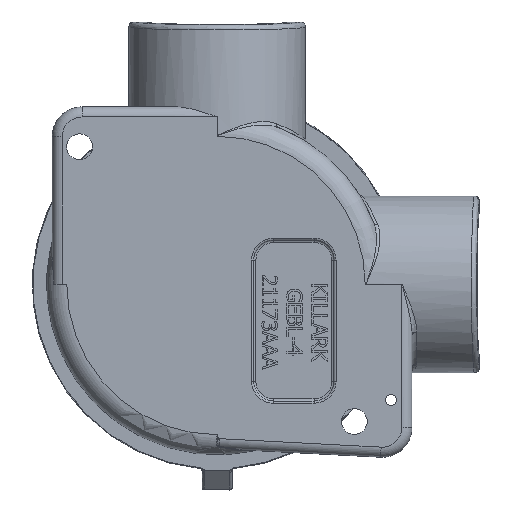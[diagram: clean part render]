
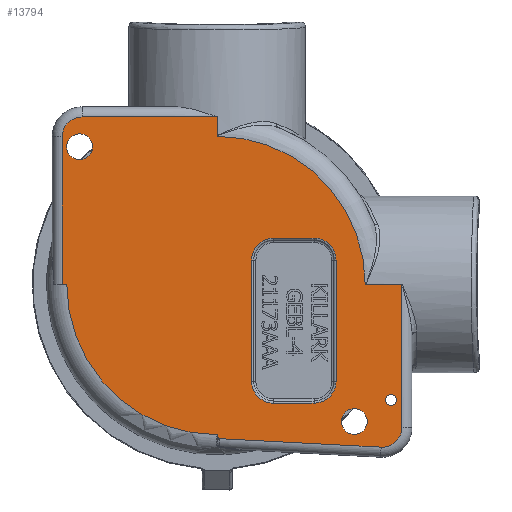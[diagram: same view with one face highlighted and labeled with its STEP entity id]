
A CAD part, front view. The second image highlights one B-rep face of the part: STEP entity #13794.
In plain terms, the highlighted planar face has unit normal (0, -1, 0).
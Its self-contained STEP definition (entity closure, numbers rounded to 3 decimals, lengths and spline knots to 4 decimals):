
#123=FACE_BOUND('',#4296,.T.);
#124=FACE_BOUND('',#4297,.T.);
#125=FACE_BOUND('',#4298,.T.);
#126=FACE_BOUND('',#4299,.T.);
#243=PLANE('',#14856);
#644=LINE('',#18707,#1888);
#969=LINE('',#46279,#2213);
#970=LINE('',#46303,#2214);
#971=LINE('',#46306,#2215);
#973=LINE('',#46321,#2217);
#974=LINE('',#46323,#2218);
#975=LINE('',#46325,#2219);
#976=LINE('',#46328,#2220);
#977=LINE('',#46337,#2221);
#978=LINE('',#46346,#2222);
#979=LINE('',#46356,#2223);
#1888=VECTOR('',#15372,0.3937);
#2213=VECTOR('',#16557,0.3937);
#2214=VECTOR('',#16570,0.3937);
#2215=VECTOR('',#16573,0.3937);
#2217=VECTOR('',#16581,0.3937);
#2218=VECTOR('',#16582,0.3937);
#2219=VECTOR('',#16585,0.3937);
#2220=VECTOR('',#16586,0.03);
#2221=VECTOR('',#16587,0.03);
#2222=VECTOR('',#16588,0.03);
#2223=VECTOR('',#16589,0.03);
#3468=FACE_OUTER_BOUND('',#4295,.T.);
#4295=EDGE_LOOP('',(#10494,#10495,#10496,#10497,#10498,#10499,#10500,#10501,
#10502,#10503,#10504,#10505));
#4296=EDGE_LOOP('',(#10506));
#4297=EDGE_LOOP('',(#10507));
#4298=EDGE_LOOP('',(#10508));
#4299=EDGE_LOOP('',(#10509,#10510,#10511,#10512,#10513,#10514,#10515,#10516));
#4897=B_SPLINE_CURVE_WITH_KNOTS('',3,(#18633,#18634,#18635,#18636,#18637,
#18638),.UNSPECIFIED.,.F.,.F.,(4,2,4),(0.4383,0.578,
0.5789),.UNSPECIFIED.);
#5099=B_SPLINE_CURVE_WITH_KNOTS('',3,(#46330,#46331,#46332,#46333,#46334,
#46335),.UNSPECIFIED.,.F.,.F.,(4,1,1,4),(3.2432,3.707,
4.0162,4.3254),.UNSPECIFIED.);
#5100=B_SPLINE_CURVE_WITH_KNOTS('',3,(#46339,#46340,#46341,#46342,#46343,
#46344),.UNSPECIFIED.,.F.,.F.,(4,1,1,4),(3.2432,3.5524,
3.8616,4.3254),.UNSPECIFIED.);
#5101=B_SPLINE_CURVE_WITH_KNOTS('',3,(#46348,#46349,#46350,#46351,#46352,
#46353,#46354),.UNSPECIFIED.,.F.,.F.,(4,1,1,1,4),(0.,0.3089,
0.6178,0.8494,1.0811),.UNSPECIFIED.);
#5102=B_SPLINE_CURVE_WITH_KNOTS('',3,(#46357,#46358,#46359,#46360,#46361,
#46362,#46363),.UNSPECIFIED.,.F.,.F.,(4,1,1,1,4),(0.,0.3089,
0.6178,0.8494,1.0811),.UNSPECIFIED.);
#5386=CIRCLE('',#14431,1.8633);
#5590=CIRCLE('',#14839,0.1605);
#5592=CIRCLE('',#14842,0.1605);
#5594=CIRCLE('',#14845,0.068);
#5598=CIRCLE('',#14851,0.245);
#5601=CIRCLE('',#14857,0.245);
#5602=CIRCLE('',#14858,1.834);
#5697=VERTEX_POINT('',#18594);
#5698=VERTEX_POINT('',#18631);
#5702=VERTEX_POINT('',#18705);
#5726=VERTEX_POINT('',#19366);
#6217=VERTEX_POINT('',#46260);
#6219=VERTEX_POINT('',#46266);
#6221=VERTEX_POINT('',#46272);
#6222=VERTEX_POINT('',#46276);
#6223=VERTEX_POINT('',#46278);
#6224=VERTEX_POINT('',#46282);
#6225=VERTEX_POINT('',#46286);
#6227=VERTEX_POINT('',#46305);
#6230=VERTEX_POINT('',#46318);
#6231=VERTEX_POINT('',#46320);
#6232=VERTEX_POINT('',#46322);
#6233=VERTEX_POINT('',#46326);
#6234=VERTEX_POINT('',#46327);
#6235=VERTEX_POINT('',#46329);
#6236=VERTEX_POINT('',#46336);
#6237=VERTEX_POINT('',#46338);
#6238=VERTEX_POINT('',#46345);
#6239=VERTEX_POINT('',#46347);
#6240=VERTEX_POINT('',#46355);
#7041=EDGE_CURVE('',#5698,#5697,#4897,.T.);
#7048=EDGE_CURVE('',#5702,#5698,#644,.T.);
#7079=EDGE_CURVE('',#5697,#5726,#5386,.T.);
#7808=EDGE_CURVE('',#6217,#6217,#5590,.T.);
#7811=EDGE_CURVE('',#6219,#6219,#5592,.T.);
#7814=EDGE_CURVE('',#6221,#6221,#5594,.T.);
#7816=EDGE_CURVE('',#6222,#6223,#969,.T.);
#7819=EDGE_CURVE('',#6223,#6224,#5598,.T.);
#7822=EDGE_CURVE('',#6224,#6225,#970,.T.);
#7823=EDGE_CURVE('',#6225,#6227,#971,.T.);
#7827=EDGE_CURVE('',#6230,#5702,#5601,.T.);
#7828=EDGE_CURVE('',#6231,#6230,#973,.T.);
#7829=EDGE_CURVE('',#6231,#6232,#974,.T.);
#7830=EDGE_CURVE('',#6227,#6232,#5602,.T.);
#7831=EDGE_CURVE('',#6222,#5726,#975,.T.);
#7832=EDGE_CURVE('',#6233,#6234,#976,.T.);
#7833=EDGE_CURVE('',#6235,#6233,#5099,.T.);
#7834=EDGE_CURVE('',#6236,#6235,#977,.T.);
#7835=EDGE_CURVE('',#6237,#6236,#5100,.T.);
#7836=EDGE_CURVE('',#6238,#6237,#978,.T.);
#7837=EDGE_CURVE('',#6239,#6238,#5101,.T.);
#7838=EDGE_CURVE('',#6240,#6239,#979,.T.);
#7839=EDGE_CURVE('',#6234,#6240,#5102,.T.);
#10494=ORIENTED_EDGE('',*,*,#7041,.F.);
#10495=ORIENTED_EDGE('',*,*,#7048,.F.);
#10496=ORIENTED_EDGE('',*,*,#7827,.F.);
#10497=ORIENTED_EDGE('',*,*,#7828,.F.);
#10498=ORIENTED_EDGE('',*,*,#7829,.T.);
#10499=ORIENTED_EDGE('',*,*,#7830,.F.);
#10500=ORIENTED_EDGE('',*,*,#7823,.F.);
#10501=ORIENTED_EDGE('',*,*,#7822,.F.);
#10502=ORIENTED_EDGE('',*,*,#7819,.F.);
#10503=ORIENTED_EDGE('',*,*,#7816,.F.);
#10504=ORIENTED_EDGE('',*,*,#7831,.T.);
#10505=ORIENTED_EDGE('',*,*,#7079,.F.);
#10506=ORIENTED_EDGE('',*,*,#7808,.T.);
#10507=ORIENTED_EDGE('',*,*,#7811,.T.);
#10508=ORIENTED_EDGE('',*,*,#7814,.T.);
#10509=ORIENTED_EDGE('',*,*,#7832,.F.);
#10510=ORIENTED_EDGE('',*,*,#7833,.F.);
#10511=ORIENTED_EDGE('',*,*,#7834,.F.);
#10512=ORIENTED_EDGE('',*,*,#7835,.F.);
#10513=ORIENTED_EDGE('',*,*,#7836,.F.);
#10514=ORIENTED_EDGE('',*,*,#7837,.F.);
#10515=ORIENTED_EDGE('',*,*,#7838,.F.);
#10516=ORIENTED_EDGE('',*,*,#7839,.F.);
#13794=ADVANCED_FACE('',(#3468,#123,#124,#125,#126),#243,.T.);
#14431=AXIS2_PLACEMENT_3D('',#19367,#15399,#15400);
#14839=AXIS2_PLACEMENT_3D('',#46262,#16537,#16538);
#14842=AXIS2_PLACEMENT_3D('',#46268,#16544,#16545);
#14845=AXIS2_PLACEMENT_3D('',#46274,#16551,#16552);
#14851=AXIS2_PLACEMENT_3D('',#46284,#16564,#16565);
#14856=AXIS2_PLACEMENT_3D('',#46317,#16577,#16578);
#14857=AXIS2_PLACEMENT_3D('',#46319,#16579,#16580);
#14858=AXIS2_PLACEMENT_3D('',#46324,#16583,#16584);
#15372=DIRECTION('',(-0.999,0.,0.052));
#15399=DIRECTION('center_axis',(0.,1.,0.));
#15400=DIRECTION('ref_axis',(1.,0.,0.));
#16537=DIRECTION('center_axis',(0.,1.,0.));
#16538=DIRECTION('ref_axis',(-1.,0.,0.));
#16544=DIRECTION('center_axis',(0.,1.,0.));
#16545=DIRECTION('ref_axis',(-1.,0.,0.));
#16551=DIRECTION('center_axis',(0.,1.,0.));
#16552=DIRECTION('ref_axis',(-1.,0.,0.));
#16557=DIRECTION('',(0.,0.,1.));
#16564=DIRECTION('center_axis',(0.,1.,0.));
#16565=DIRECTION('ref_axis',(-0.707,0.,0.707));
#16570=DIRECTION('',(1.,0.,0.));
#16573=DIRECTION('',(0.,0.,-1.));
#16577=DIRECTION('center_axis',(0.,-1.,0.));
#16578=DIRECTION('ref_axis',(0.,0.,-1.));
#16579=DIRECTION('center_axis',(0.,1.,0.));
#16580=DIRECTION('ref_axis',(0.688,0.,-0.725));
#16581=DIRECTION('',(0.,0.,-1.));
#16582=DIRECTION('',(-1.,0.,0.));
#16583=DIRECTION('center_axis',(0.,1.,0.));
#16584=DIRECTION('ref_axis',(0.707,0.,0.707));
#16585=DIRECTION('',(1.,0.,0.));
#16586=DIRECTION('',(-1.,0.,0.));
#16587=DIRECTION('',(0.,0.,1.));
#16588=DIRECTION('',(1.,0.,0.));
#16589=DIRECTION('',(0.,0.,-1.));
#18594=CARTESIAN_POINT('',(0.,-3.5,-1.8633));
#18631=CARTESIAN_POINT('',(0.0264,-3.5,-1.912));
#18633=CARTESIAN_POINT('Ctrl Pts',(0.0264,-3.5,-1.912));
#18634=CARTESIAN_POINT('Ctrl Pts',(0.0181,-3.5,-1.8956));
#18635=CARTESIAN_POINT('Ctrl Pts',(0.0092,-3.5,
-1.8796));
#18636=CARTESIAN_POINT('Ctrl Pts',(0.0001,-3.5,-1.8635));
#18637=CARTESIAN_POINT('Ctrl Pts',(0.0001,-3.5,-1.8634));
#18638=CARTESIAN_POINT('Ctrl Pts',(0.,-3.5,-1.8633));
#18705=CARTESIAN_POINT('',(2.0312,-3.5,-2.017));
#18707=CARTESIAN_POINT('',(-0.5752,-3.5,-1.8805));
#19366=CARTESIAN_POINT('',(-1.8633,-3.5,0.));
#19367=CARTESIAN_POINT('Origin',(0.,-3.5,0.));
#46260=CARTESIAN_POINT('',(1.8597,-3.5,-1.6992));
#46262=CARTESIAN_POINT('Origin',(1.6992,-3.5,-1.6992));
#46266=CARTESIAN_POINT('',(-1.5436,-3.5,1.7041));
#46268=CARTESIAN_POINT('Origin',(-1.7041,-3.5,1.7041));
#46272=CARTESIAN_POINT('',(2.2212,-3.5,-1.4322));
#46274=CARTESIAN_POINT('Origin',(2.1532,-3.5,-1.4322));
#46276=CARTESIAN_POINT('',(-1.919,-3.5,0.));
#46278=CARTESIAN_POINT('',(-1.919,-3.5,1.8289));
#46279=CARTESIAN_POINT('',(-1.919,-3.5,0.2854));
#46282=CARTESIAN_POINT('',(-1.674,-3.5,2.0739));
#46284=CARTESIAN_POINT('Origin',(-1.674,-3.5,1.8289));
#46286=CARTESIAN_POINT('',(0.,-3.5,2.0739));
#46303=CARTESIAN_POINT('',(-0.5306,-3.5,2.0739));
#46305=CARTESIAN_POINT('',(0.,-3.5,1.834));
#46306=CARTESIAN_POINT('',(0.,-3.5,2.1989));
#46317=CARTESIAN_POINT('Origin',(-1.0611,-3.5,0.));
#46318=CARTESIAN_POINT('',(2.289,-3.5,-1.7724));
#46319=CARTESIAN_POINT('Origin',(2.044,-3.5,-1.7724));
#46320=CARTESIAN_POINT('',(2.289,-3.5,0.));
#46321=CARTESIAN_POINT('',(2.289,-3.5,-1.0611));
#46322=CARTESIAN_POINT('',(1.834,-3.5,0.));
#46323=CARTESIAN_POINT('',(2.414,-3.5,0.));
#46324=CARTESIAN_POINT('Origin',(0.,-3.5,0.));
#46325=CARTESIAN_POINT('',(2.414,-3.5,0.));
#46326=CARTESIAN_POINT('',(1.2,-3.5,0.5727));
#46327=CARTESIAN_POINT('',(0.7,-3.5,0.5727));
#46328=CARTESIAN_POINT('',(1.075,-3.5,0.5727));
#46329=CARTESIAN_POINT('',(1.4727,-3.5,0.3));
#46330=CARTESIAN_POINT('Ctrl Pts',(1.4727,-3.5,0.3));
#46331=CARTESIAN_POINT('Ctrl Pts',(1.4727,-3.5,0.3611));
#46332=CARTESIAN_POINT('Ctrl Pts',(1.4368,-3.5,0.4631));
#46333=CARTESIAN_POINT('Ctrl Pts',(1.3216,-3.5,0.5542));
#46334=CARTESIAN_POINT('Ctrl Pts',(1.2406,-3.5,0.5727));
#46335=CARTESIAN_POINT('Ctrl Pts',(1.2,-3.5,0.5727));
#46336=CARTESIAN_POINT('',(1.4727,-3.5,-1.2));
#46337=CARTESIAN_POINT('',(1.4727,-3.5,-0.825));
#46338=CARTESIAN_POINT('',(1.2,-3.5,-1.4727));
#46339=CARTESIAN_POINT('Ctrl Pts',(1.2,-3.5,-1.4727));
#46340=CARTESIAN_POINT('Ctrl Pts',(1.2407,-3.5,-1.4727));
#46341=CARTESIAN_POINT('Ctrl Pts',(1.3222,-3.5,-1.454));
#46342=CARTESIAN_POINT('Ctrl Pts',(1.4371,-3.5,-1.3623));
#46343=CARTESIAN_POINT('Ctrl Pts',(1.4727,-3.5,-1.2609));
#46344=CARTESIAN_POINT('Ctrl Pts',(1.4727,-3.5,-1.2));
#46345=CARTESIAN_POINT('',(0.7,-3.5,-1.4727));
#46346=CARTESIAN_POINT('',(0.825,-3.5,-1.4727));
#46347=CARTESIAN_POINT('',(0.4273,-3.5,-1.2));
#46348=CARTESIAN_POINT('Ctrl Pts',(0.4273,-3.5,-1.2));
#46349=CARTESIAN_POINT('Ctrl Pts',(0.4273,-3.5,-1.2405));
#46350=CARTESIAN_POINT('Ctrl Pts',(0.4459,-3.5,-1.3224));
#46351=CARTESIAN_POINT('Ctrl Pts',(0.5177,-3.5,-1.4122));
#46352=CARTESIAN_POINT('Ctrl Pts',(0.6082,-3.5,-1.4623));
#46353=CARTESIAN_POINT('Ctrl Pts',(0.6696,-3.5,-1.4727));
#46354=CARTESIAN_POINT('Ctrl Pts',(0.7,-3.5,-1.4727));
#46355=CARTESIAN_POINT('',(0.4273,-3.5,0.3));
#46356=CARTESIAN_POINT('',(0.4273,-3.5,-0.075));
#46357=CARTESIAN_POINT('Ctrl Pts',(0.7,-3.5,0.5727));
#46358=CARTESIAN_POINT('Ctrl Pts',(0.6595,-3.5,0.5727));
#46359=CARTESIAN_POINT('Ctrl Pts',(0.5776,-3.5,0.5541));
#46360=CARTESIAN_POINT('Ctrl Pts',(0.4878,-3.5,0.4823));
#46361=CARTESIAN_POINT('Ctrl Pts',(0.4377,-3.5,0.3918));
#46362=CARTESIAN_POINT('Ctrl Pts',(0.4273,-3.5,0.3304));
#46363=CARTESIAN_POINT('Ctrl Pts',(0.4273,-3.5,0.3));
